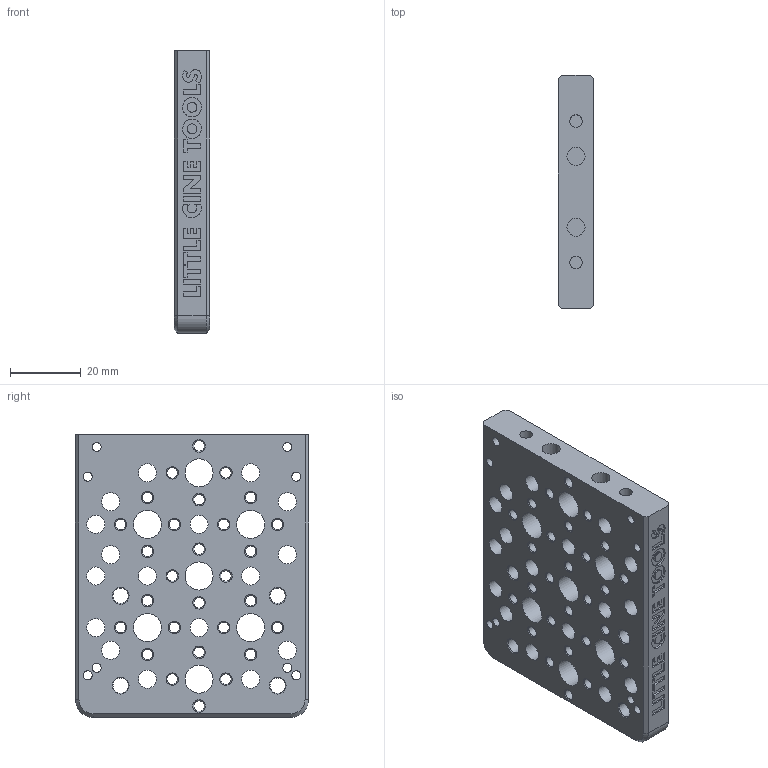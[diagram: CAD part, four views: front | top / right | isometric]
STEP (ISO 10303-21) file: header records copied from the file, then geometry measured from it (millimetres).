
FILE_DESCRIPTION(/* description */ (''),/* implementation_level */ '2;1');
FILE_NAME(/* name */ 'BACK PLATE_REV.01.step',/* time_stamp */ '2021-03-29T11:08:56-03:00',/* author */ (''),/* organization */ (''),/* preprocessor_version */ 'ST-DEVELOPER v18.1',/* originating_system */ 'Autodesk Translation Framework v9.10.0.1330',/* authorisation */ '');
FILE_SCHEMA (('AUTOMOTIVE_DESIGN { 1 0 10303 214 3 1 1 }'));
Length unit declared in the file: millimetre
Products named in the file (1): BACK PLATE
Bounding box: 10 x 66 x 80 mm (x, y, z)
Volume: 41393.6 mm3; surface area: 20111.6 mm2
Topology: 1 solids, 1 shells, 389 faces, 1014 edges, 652 vertices
Faces by surface type: plane 126, bspline 119, cylinder 76, cone 68
Full cylindrical faces by diameter (mm): 2.529 x8, 3 x28, 3.529 x2, 4.3 x4, 5.116 x19, 7.2 x4, 7.94 x7
Entity records: 13271 total; most frequent: CARTESIAN_POINT 4079, ORIENTED_EDGE 2028, DIRECTION 1538, EDGE_CURVE 1014, VERTEX_POINT 652, LINE 556, VECTOR 556, EDGE_LOOP 542
